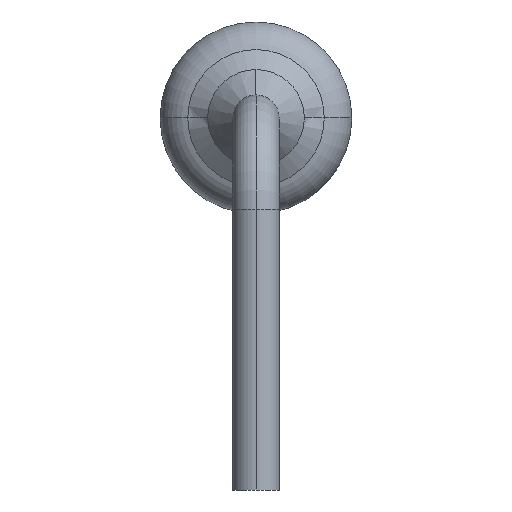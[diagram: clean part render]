
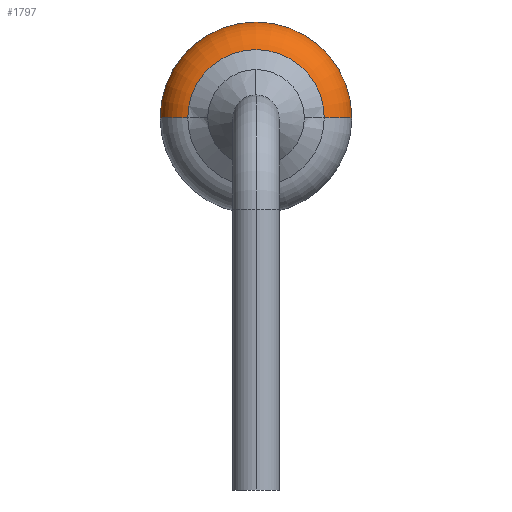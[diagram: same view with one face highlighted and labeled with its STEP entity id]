
A CAD part, left-side view. The second image highlights one B-rep face of the part: STEP entity #1797.
In plain terms, the highlighted toroidal (fillet/blend) face has major radius 0.75 mm and minor radius 0.5 mm.
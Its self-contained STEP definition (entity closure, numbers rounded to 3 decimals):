
#1571=CARTESIAN_POINT('',(-2.75,0.,2.5));
#1572=VERTEX_POINT('',#1571);
#1581=CARTESIAN_POINT('',(-2.75,-1.25,1.25));
#1582=VERTEX_POINT('',#1581);
#1583=CARTESIAN_POINT('',(-2.75,0.,1.25));
#1584=DIRECTION('',(-1.0,0.0,0.0));
#1585=DIRECTION('',(0.0,0.0,-1.0));
#1586=AXIS2_PLACEMENT_3D('',#1583,#1584,#1585);
#1587=CIRCLE('',#1586,1.25);
#1588=EDGE_CURVE('',#1582,#1572,#1587,.T.);
#1672=CARTESIAN_POINT('',(-3.23,-0.89,1.25));
#1673=VERTEX_POINT('',#1672);
#1699=CARTESIAN_POINT('',(-3.23,0.89,1.25));
#1700=VERTEX_POINT('',#1699);
#1750=CARTESIAN_POINT('',(-2.75,0.,1.25));
#1751=DIRECTION('',(1.0,0.0,0.));
#1752=DIRECTION('',(0.0,1.0,0.0));
#1753=AXIS2_PLACEMENT_3D('',#1750,#1751,#1752);
#1754=TOROIDAL_SURFACE('',#1753,0.75,0.5);
#1755=CARTESIAN_POINT('',(-2.75,1.25,1.25));
#1756=VERTEX_POINT('',#1755);
#1757=CARTESIAN_POINT('',(-2.75,0.75,1.25));
#1758=DIRECTION('',(0.0,0.0,-1.0));
#1759=DIRECTION('',(0.0,1.0,0.0));
#1760=AXIS2_PLACEMENT_3D('',#1757,#1758,#1759);
#1761=CIRCLE('',#1760,0.5);
#1762=EDGE_CURVE('',#1700,#1756,#1761,.T.);
#1763=ORIENTED_EDGE('',*,*,#1762,.F.);
#1764=CARTESIAN_POINT('',(-3.23,0.,2.14));
#1765=VERTEX_POINT('',#1764);
#1766=CARTESIAN_POINT('',(-3.23,0.,1.25));
#1767=DIRECTION('',(-1.0,0.0,0.0));
#1768=DIRECTION('',(0.0,0.0,-1.0));
#1769=AXIS2_PLACEMENT_3D('',#1766,#1767,#1768);
#1770=CIRCLE('',#1769,0.89);
#1771=EDGE_CURVE('',#1765,#1700,#1770,.T.);
#1772=ORIENTED_EDGE('',*,*,#1771,.F.);
#1773=CARTESIAN_POINT('',(-3.23,0.,1.25));
#1774=DIRECTION('',(-1.0,0.0,0.0));
#1775=DIRECTION('',(0.0,0.0,-1.0));
#1776=AXIS2_PLACEMENT_3D('',#1773,#1774,#1775);
#1777=CIRCLE('',#1776,0.89);
#1778=EDGE_CURVE('',#1673,#1765,#1777,.T.);
#1779=ORIENTED_EDGE('',*,*,#1778,.F.);
#1780=CARTESIAN_POINT('',(-2.75,-0.75,1.25));
#1781=DIRECTION('',(0.0,0.0,-1.0));
#1782=DIRECTION('',(0.0,-1.0,0.0));
#1783=AXIS2_PLACEMENT_3D('',#1780,#1781,#1782);
#1784=CIRCLE('',#1783,0.5);
#1785=EDGE_CURVE('',#1582,#1673,#1784,.T.);
#1786=ORIENTED_EDGE('',*,*,#1785,.F.);
#1787=ORIENTED_EDGE('',*,*,#1588,.T.);
#1788=CARTESIAN_POINT('',(-2.75,0.,1.25));
#1789=DIRECTION('',(-1.0,0.0,0.0));
#1790=DIRECTION('',(0.0,0.0,-1.0));
#1791=AXIS2_PLACEMENT_3D('',#1788,#1789,#1790);
#1792=CIRCLE('',#1791,1.25);
#1793=EDGE_CURVE('',#1572,#1756,#1792,.T.);
#1794=ORIENTED_EDGE('',*,*,#1793,.T.);
#1795=EDGE_LOOP('',(#1763,#1772,#1779,#1786,#1787,#1794));
#1796=FACE_OUTER_BOUND('',#1795,.F.);
#1797=ADVANCED_FACE('',(#1796),#1754,.F.);
